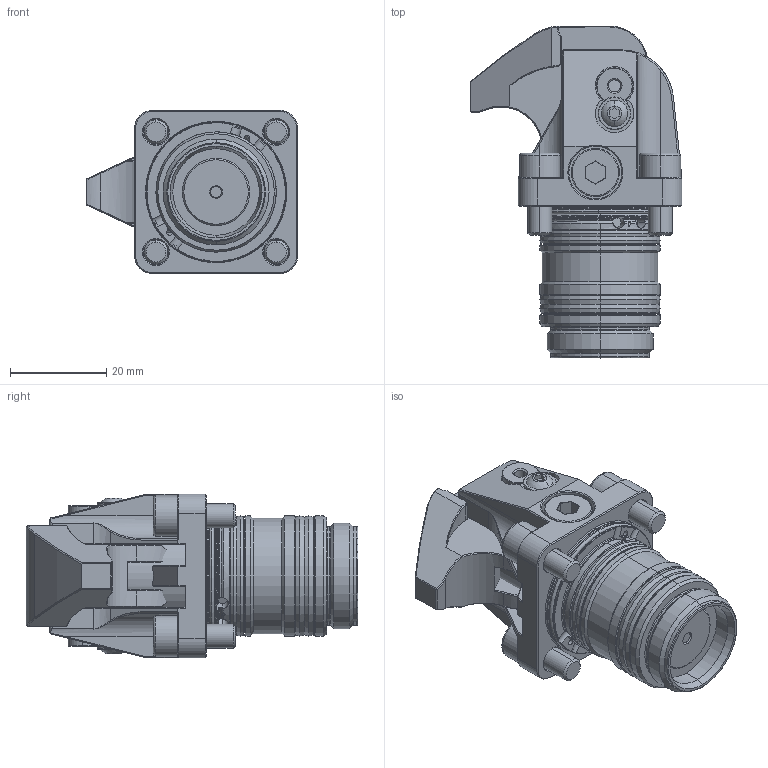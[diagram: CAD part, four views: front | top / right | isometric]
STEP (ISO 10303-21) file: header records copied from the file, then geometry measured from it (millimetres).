
FILE_DESCRIPTION (( 'STEP AP214' ), '1' );
FILE_NAME ('DLSP-A1805-010.step', '2025-12-19T07:38:18', ( '' ), ( '' ), 'SwSTEP 2.0', 'SolidWorks 2025', '' );
FILE_SCHEMA (( 'AUTOMOTIVE_DESIGN' ));
Length unit declared in the file: millimetre
Products named in the file (1): DLSP-A1805-010
Bounding box: 44.02 x 68.97 x 34 mm (x, y, z)
Volume: 42407.2 mm3; surface area: 19758.5 mm2
Topology: 15 solids, 15 shells, 836 faces, 1923 edges, 1146 vertices
Faces by surface type: plane 294, cylinder 216, cone 214, torus 82, bspline 26, sphere 4
Entity records: 26376 total; most frequent: CARTESIAN_POINT 7508, DIRECTION 4005, ORIENTED_EDGE 3814, EDGE_CURVE 1907, AXIS2_PLACEMENT_3D 1559, VERTEX_POINT 1146, EDGE_LOOP 903, VECTOR 887
